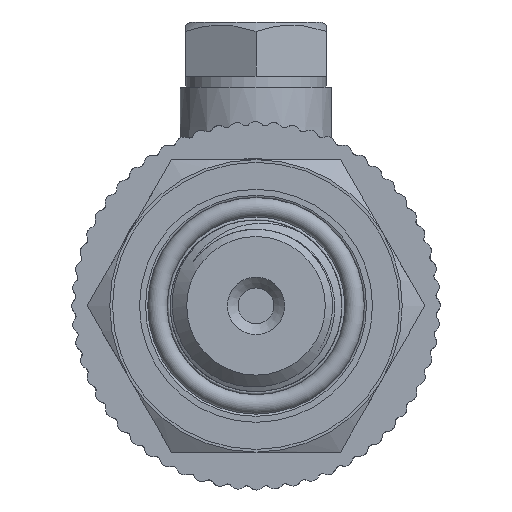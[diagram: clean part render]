
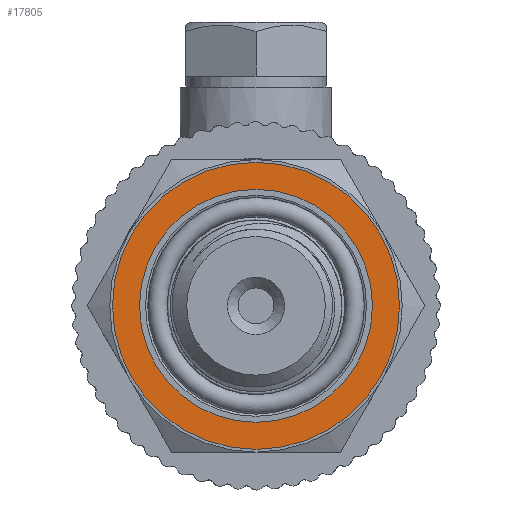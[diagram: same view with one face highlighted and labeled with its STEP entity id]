
A CAD part, left-side view. The second image highlights one B-rep face of the part: STEP entity #17805.
In plain terms, the highlighted planar face has unit normal (-1, 0, 0).
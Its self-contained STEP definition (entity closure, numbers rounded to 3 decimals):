
#188=PLANE('',#18775);
#807=FACE_BOUND('',#2246,.T.);
#1214=FACE_OUTER_BOUND('',#2245,.T.);
#2245=EDGE_LOOP('',(#13439));
#2246=EDGE_LOOP('',(#13440));
#3025=CIRCLE('',#18721,13.25);
#3057=CIRCLE('',#18774,10.75);
#7402=VERTEX_POINT('',#37848);
#7430=VERTEX_POINT('',#39804);
#9596=EDGE_CURVE('',#7402,#7402,#3025,.T.);
#9645=EDGE_CURVE('',#7430,#7430,#3057,.T.);
#13439=ORIENTED_EDGE('',*,*,#9596,.T.);
#13440=ORIENTED_EDGE('',*,*,#9645,.T.);
#17805=ADVANCED_FACE('',(#1214,#807),#188,.T.);
#18721=AXIS2_PLACEMENT_3D('',#37850,#20476,#20477);
#18774=AXIS2_PLACEMENT_3D('',#39805,#20591,#20592);
#18775=AXIS2_PLACEMENT_3D('',#39807,#20594,#20595);
#20476=DIRECTION('center_axis',(-1.,0.,0.));
#20477=DIRECTION('ref_axis',(0.,1.,0.));
#20591=DIRECTION('center_axis',(1.,0.,0.));
#20592=DIRECTION('ref_axis',(0.,0.,-1.));
#20594=DIRECTION('center_axis',(-1.,0.,0.));
#20595=DIRECTION('ref_axis',(0.,0.,1.));
#37848=CARTESIAN_POINT('',(-48.,-13.25,0.));
#37850=CARTESIAN_POINT('Origin',(-48.,0.,0.));
#39804=CARTESIAN_POINT('',(-48.,-10.75,0.));
#39805=CARTESIAN_POINT('Origin',(-48.,0.,0.));
#39807=CARTESIAN_POINT('Origin',(-48.,13.5,0.));
